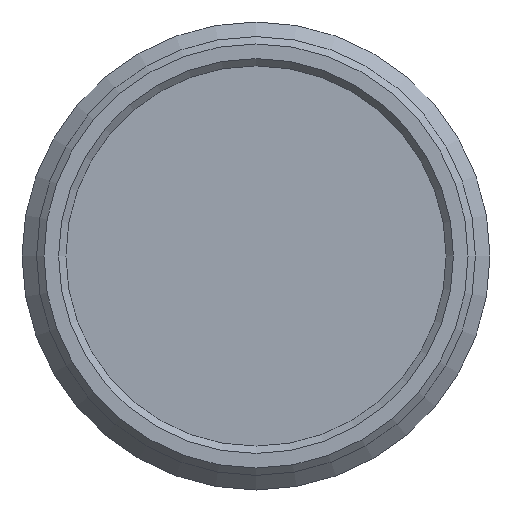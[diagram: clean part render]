
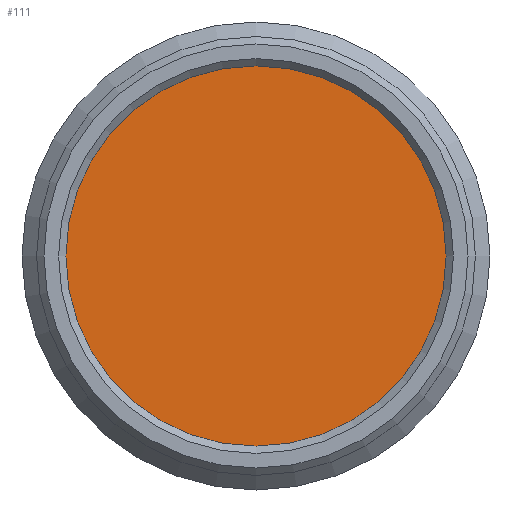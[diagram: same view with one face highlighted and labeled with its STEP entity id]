
A CAD part, left-side view. The second image highlights one B-rep face of the part: STEP entity #111.
In plain terms, the highlighted planar face has unit normal (-1, 0, 0).
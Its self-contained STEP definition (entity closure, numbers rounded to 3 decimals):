
#19=PLANE('',#140);
#26=FACE_OUTER_BOUND('',#35,.T.);
#35=EDGE_LOOP('',(#97));
#52=CIRCLE('',#135,6.5);
#60=VERTEX_POINT('',#196);
#70=EDGE_CURVE('',#60,#60,#52,.T.);
#97=ORIENTED_EDGE('',*,*,#70,.F.);
#111=ADVANCED_FACE('',(#26),#19,.F.);
#135=AXIS2_PLACEMENT_3D('',#198,#162,#163);
#140=AXIS2_PLACEMENT_3D('',#207,#174,#175);
#162=DIRECTION('center_axis',(1.,0.,0.));
#163=DIRECTION('ref_axis',(0.,-1.,0.));
#174=DIRECTION('center_axis',(1.,0.,0.));
#175=DIRECTION('ref_axis',(0.,-1.,0.));
#196=CARTESIAN_POINT('',(46.5,141.566,5.674));
#198=CARTESIAN_POINT('Origin',(46.5,135.066,5.674));
#207=CARTESIAN_POINT('Origin',(46.5,135.066,5.674));
